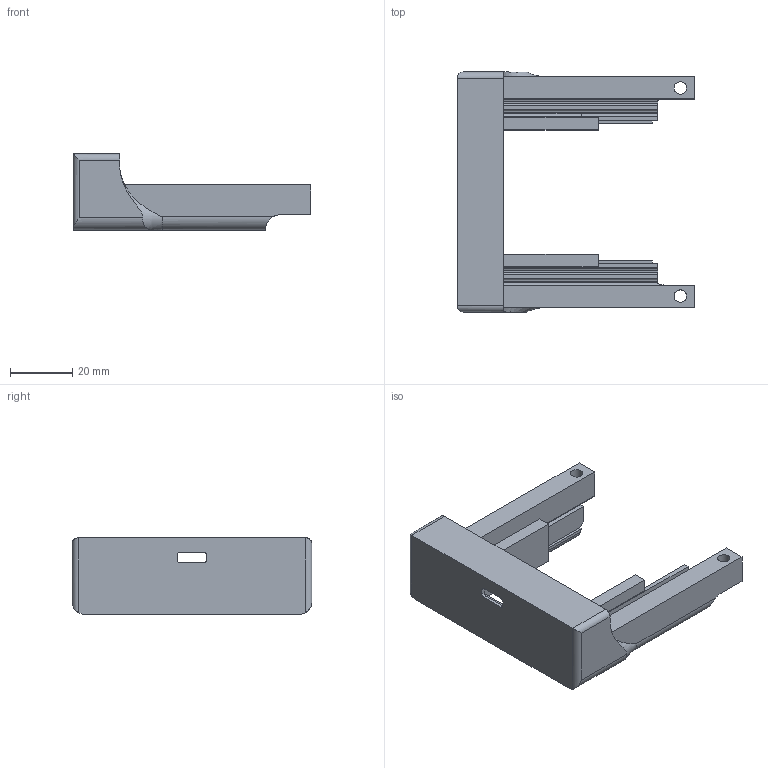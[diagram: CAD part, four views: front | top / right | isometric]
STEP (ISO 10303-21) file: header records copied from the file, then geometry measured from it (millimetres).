
FILE_DESCRIPTION(/* description */ (''),/* implementation_level */ '2;1');
FILE_NAME(/* name */ 'right-noEONpcb.stp',/* time_stamp */ '2021-03-18T18:26:09-04:00',/* author */ ('dkiiv'),/* organization */ (''),/* preprocessor_version */ 'ST-DEVELOPER v18',/* originating_system */ 'Autodesk Inventor 2020',/* authorisation */ '');
FILE_SCHEMA (('AUTOMOTIVE_DESIGN { 1 0 10303 214 3 1 1 }'));
Length unit declared in the file: millimetre
Products named in the file (1): left
Bounding box: 76.75 x 77.4 x 24.62 mm (x, y, z)
Volume: 31653.2 mm3; surface area: 17849 mm2
Topology: 1 solids, 1 shells, 95 faces, 270 edges, 177 vertices
Faces by surface type: plane 63, cylinder 30, torus 2
Full cylindrical faces by diameter (mm): 4 x2
Entity records: 3287 total; most frequent: CARTESIAN_POINT 763, ORIENTED_EDGE 540, DIRECTION 490, EDGE_CURVE 270, LINE 190, VECTOR 190, VERTEX_POINT 177, AXIS2_PLACEMENT_3D 150
